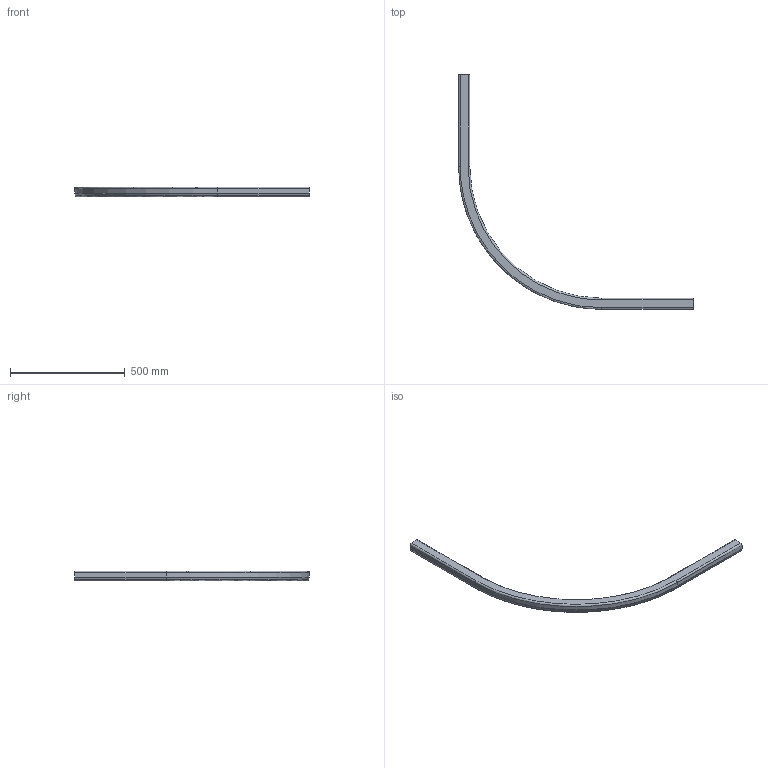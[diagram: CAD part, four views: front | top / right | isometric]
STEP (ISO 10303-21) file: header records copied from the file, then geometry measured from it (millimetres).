
FILE_DESCRIPTION (( 'STEP AP214' ), '1' );
FILE_NAME ('0038498.step', '2022-07-08T09:12:48', ( '' ), ( '' ), 'SwSTEP 2.0', 'SolidWorks 2020', '' );
FILE_SCHEMA (( 'AUTOMOTIVE_DESIGN' ));
Length unit declared in the file: metre
Products named in the file (1): 0038498
Bounding box: 1024.25 x 1024.25 x 43.5 mm (x, y, z)
Volume: 783687.3 mm3; surface area: 501855.9 mm2
Topology: 1 solids, 1 shells, 74 faces, 184 edges, 112 vertices
Faces by surface type: cylinder 30, plane 28, bspline 12, cone 4
Entity records: 2346 total; most frequent: CARTESIAN_POINT 575, DIRECTION 370, ORIENTED_EDGE 368, EDGE_CURVE 184, AXIS2_PLACEMENT_3D 131, VERTEX_POINT 112, LINE 108, VECTOR 108
